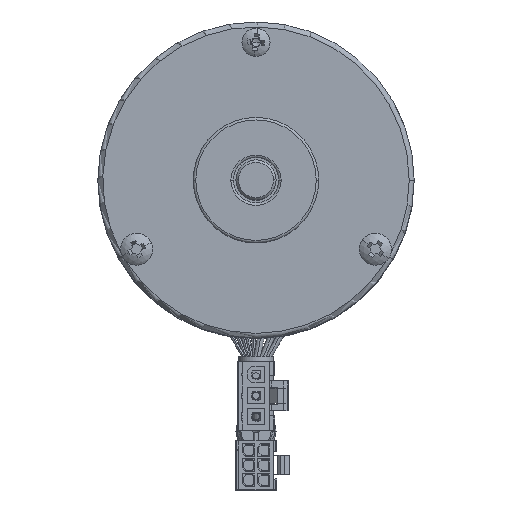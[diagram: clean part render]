
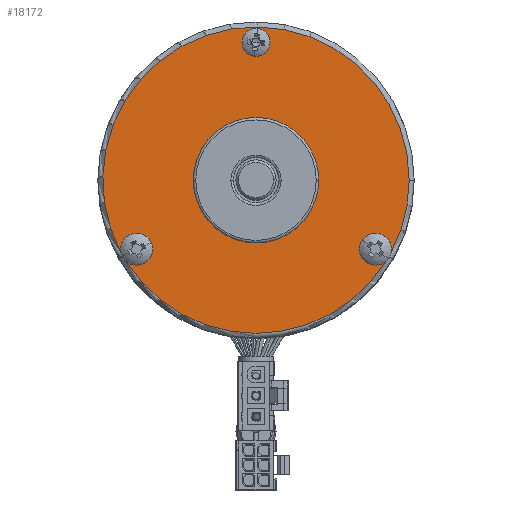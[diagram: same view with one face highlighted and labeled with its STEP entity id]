
A CAD part, top view. The second image highlights one B-rep face of the part: STEP entity #18172.
In plain terms, the highlighted planar face has unit normal (0, 0, 1).
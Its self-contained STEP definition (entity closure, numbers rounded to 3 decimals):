
#17432=CARTESIAN_POINT('',(0.,0.,12.5));
#17433=DIRECTION('',(0.,0.,-1.));
#17434=DIRECTION('',(-1.,0.,0.));
#17435=AXIS2_PLACEMENT_3D('',#17432,#17433,#17434);
#17437=CARTESIAN_POINT('',(0.,0.,12.5));
#17438=DIRECTION('',(0.,0.,-1.));
#17439=DIRECTION('',(1.,0.,0.));
#17440=AXIS2_PLACEMENT_3D('',#17437,#17438,#17439);
#17442=CARTESIAN_POINT('',(0.,27.455,12.5));
#17443=DIRECTION('',(0.,0.,-1.));
#17444=DIRECTION('',(-1.,0.,0.));
#17445=AXIS2_PLACEMENT_3D('',#17442,#17443,#17444);
#17447=CARTESIAN_POINT('',(0.,27.455,12.5));
#17448=DIRECTION('',(0.,0.,-1.));
#17449=DIRECTION('',(1.,0.,0.));
#17450=AXIS2_PLACEMENT_3D('',#17447,#17448,#17449);
#17452=CARTESIAN_POINT('',(0.,0.,12.5));
#17453=DIRECTION('',(0.,0.,-1.));
#17454=DIRECTION('',(0.849,-0.529,0.));
#17455=AXIS2_PLACEMENT_3D('',#17452,#17453,#17454);
#17457=CARTESIAN_POINT('',(-23.777,-13.728,12.5));
#17458=DIRECTION('',(0.,0.,-1.));
#17459=DIRECTION('',(1.,0.,0.));
#17460=AXIS2_PLACEMENT_3D('',#17457,#17458,#17459);
#17462=CARTESIAN_POINT('',(-23.777,-13.728,12.5));
#17463=DIRECTION('',(0.,0.,-1.));
#17464=DIRECTION('',(-1.,0.,0.));
#17465=AXIS2_PLACEMENT_3D('',#17462,#17463,#17464);
#17467=CARTESIAN_POINT('',(-23.777,-13.728,12.5));
#17468=DIRECTION('',(0.,0.,-1.));
#17469=DIRECTION('',(-0.981,-0.192,0.));
#17470=AXIS2_PLACEMENT_3D('',#17467,#17468,#17469);
#17472=CARTESIAN_POINT('',(0.,0.,12.5));
#17473=DIRECTION('',(0.,0.,-1.));
#17474=DIRECTION('',(1.,0.,0.));
#17475=AXIS2_PLACEMENT_3D('',#17472,#17473,#17474);
#17477=CARTESIAN_POINT('',(23.777,-13.728,12.5));
#17478=DIRECTION('',(0.,0.,-1.));
#17479=DIRECTION('',(1.,0.,0.));
#17480=AXIS2_PLACEMENT_3D('',#17477,#17478,#17479);
#17482=CARTESIAN_POINT('',(23.777,-13.728,12.5));
#17483=DIRECTION('',(0.,0.,-1.));
#17484=DIRECTION('',(-1.,0.,0.));
#17485=AXIS2_PLACEMENT_3D('',#17482,#17483,#17484);
#17487=CARTESIAN_POINT('',(23.777,-13.728,12.5));
#17488=DIRECTION('',(0.,0.,-1.));
#17489=DIRECTION('',(0.657,-0.754,0.));
#17490=AXIS2_PLACEMENT_3D('',#17487,#17488,#17489);
#17675=CARTESIAN_POINT('',(26.917,-14.344,12.5));
#17685=CARTESIAN_POINT('',(25.88,-16.139,12.5));
#17798=CARTESIAN_POINT('',(0.,0.,12.5));
#17799=DIRECTION('',(0.,0.,1.));
#17800=DIRECTION('',(1.,0.,0.));
#17801=AXIS2_PLACEMENT_3D('',#17798,#17799,#17800);
#17937=CARTESIAN_POINT('',(20.577,-13.728,12.5));
#17938=CARTESIAN_POINT('',(26.977,-13.728,12.5));
#17939=VERTEX_POINT('',#17937);
#17940=VERTEX_POINT('',#17938);
#17945=CARTESIAN_POINT('',(2.8,27.455,12.5));
#17946=CARTESIAN_POINT('',(-2.8,27.455,12.5));
#17947=VERTEX_POINT('',#17945);
#17948=VERTEX_POINT('',#17946);
#17959=CARTESIAN_POINT('',(-26.977,-13.728,12.5));
#17960=CARTESIAN_POINT('',(-20.577,-13.728,12.5));
#17961=VERTEX_POINT('',#17959);
#17962=VERTEX_POINT('',#17960);
#17983=CARTESIAN_POINT('',(-12.5,0.,12.5));
#17984=CARTESIAN_POINT('',(12.5,0.,12.5));
#17985=VERTEX_POINT('',#17983);
#17986=VERTEX_POINT('',#17984);
#17996=VERTEX_POINT('',#17685);
#17997=CARTESIAN_POINT('',(-25.88,-16.139,12.5));
#17998=VERTEX_POINT('',#17997);
#17999=VERTEX_POINT('',#17675);
#18000=CARTESIAN_POINT('',(30.5,0.,12.5));
#18001=VERTEX_POINT('',#18000);
#18008=CARTESIAN_POINT('',(-26.917,-14.343,12.5));
#18009=VERTEX_POINT('',#18008);
#18135=CARTESIAN_POINT('',(0.,-19.05,12.5));
#18136=DIRECTION('',(0.,0.,1.));
#18137=DIRECTION('',(-1.,0.,0.));
#18138=AXIS2_PLACEMENT_3D('',#18135,#18136,#18137);
#18139=PLANE('',#18138);
#18141=ORIENTED_EDGE('',*,*,#18140,.T.);
#18143=ORIENTED_EDGE('',*,*,#18142,.F.);
#18145=ORIENTED_EDGE('',*,*,#18144,.F.);
#18147=ORIENTED_EDGE('',*,*,#18146,.F.);
#18149=ORIENTED_EDGE('',*,*,#18148,.F.);
#18151=ORIENTED_EDGE('',*,*,#18150,.T.);
#18153=ORIENTED_EDGE('',*,*,#18152,.F.);
#18155=ORIENTED_EDGE('',*,*,#18154,.F.);
#18157=ORIENTED_EDGE('',*,*,#18156,.F.);
#18158=EDGE_LOOP('',(#18141,#18143,#18145,#18147,#18149,#18151,#18153,#18155,
#18157));
#18159=FACE_OUTER_BOUND('',#18158,.F.);
#18161=ORIENTED_EDGE('',*,*,#18160,.F.);
#18163=ORIENTED_EDGE('',*,*,#18162,.F.);
#18164=EDGE_LOOP('',(#18161,#18163));
#18165=FACE_BOUND('',#18164,.F.);
#18167=ORIENTED_EDGE('',*,*,#18166,.F.);
#18169=ORIENTED_EDGE('',*,*,#18168,.F.);
#18170=EDGE_LOOP('',(#18167,#18169));
#18171=FACE_BOUND('',#18170,.F.);
#17436=CIRCLE('',#17435,12.5);
#17441=CIRCLE('',#17440,12.5);
#17446=CIRCLE('',#17445,2.8);
#17451=CIRCLE('',#17450,2.8);
#17456=CIRCLE('',#17455,30.5);
#17461=CIRCLE('',#17460,3.2);
#17466=CIRCLE('',#17465,3.2);
#17471=CIRCLE('',#17470,3.2);
#17476=CIRCLE('',#17475,30.5);
#17481=CIRCLE('',#17480,3.2);
#17486=CIRCLE('',#17485,3.2);
#17491=CIRCLE('',#17490,3.2);
#17802=CIRCLE('',#17801,30.5);
#18140=EDGE_CURVE('',#17996,#17998,#17456,.T.);
#18142=EDGE_CURVE('',#17962,#17998,#17461,.T.);
#18144=EDGE_CURVE('',#17961,#17962,#17466,.T.);
#18146=EDGE_CURVE('',#18009,#17961,#17471,.T.);
#18148=EDGE_CURVE('',#18001,#18009,#17802,.T.);
#18150=EDGE_CURVE('',#18001,#17999,#17476,.T.);
#18152=EDGE_CURVE('',#17940,#17999,#17481,.T.);
#18154=EDGE_CURVE('',#17939,#17940,#17486,.T.);
#18156=EDGE_CURVE('',#17996,#17939,#17491,.T.);
#18160=EDGE_CURVE('',#17948,#17947,#17446,.T.);
#18162=EDGE_CURVE('',#17947,#17948,#17451,.T.);
#18166=EDGE_CURVE('',#17985,#17986,#17436,.T.);
#18168=EDGE_CURVE('',#17986,#17985,#17441,.T.);
#18172=ADVANCED_FACE('',(#18159,#18165,#18171),#18139,.T.);
